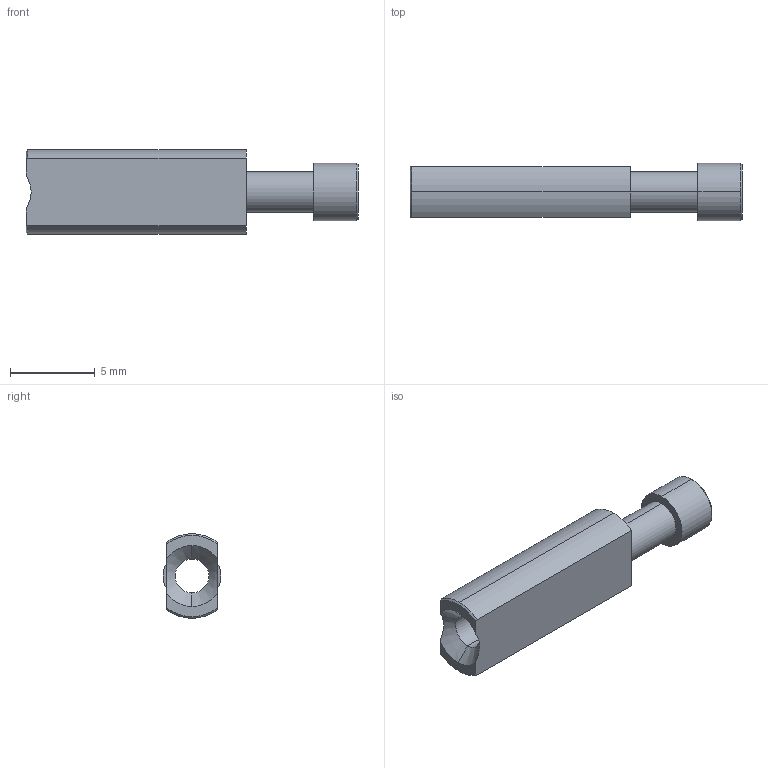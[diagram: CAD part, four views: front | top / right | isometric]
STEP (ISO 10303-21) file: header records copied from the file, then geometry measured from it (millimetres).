
FILE_DESCRIPTION (( 'STEP AP203' ), '1' );
FILE_NAME ('heatBreak_long_remas_mep.STEP', '2018-06-08T14:07:41', ( '' ), ( '' ), 'SwSTEP 2.0', 'SolidWorks 2015', '' );
FILE_SCHEMA (( 'CONFIG_CONTROL_DESIGN' ));
Length unit declared in the file: millimetre
Products named in the file (1): heatBreak_long_remas_mep
Bounding box: 19.6 x 3.4 x 5 mm (x, y, z)
Volume: 160.2 mm3; surface area: 395.4 mm2
Topology: 1 solids, 1 shells, 23 faces, 56 edges, 36 vertices
Faces by surface type: cylinder 9, cone 7, plane 7
Entity records: 785 total; most frequent: CARTESIAN_POINT 146, DIRECTION 126, ORIENTED_EDGE 112, EDGE_CURVE 56, AXIS2_PLACEMENT_3D 52, VERTEX_POINT 36, CIRCLE 28, EDGE_LOOP 26
